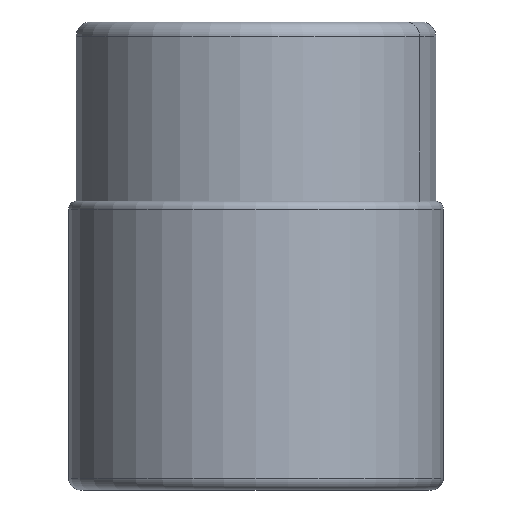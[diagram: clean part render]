
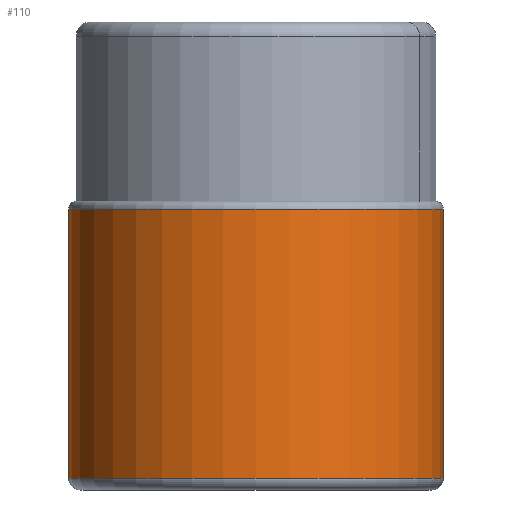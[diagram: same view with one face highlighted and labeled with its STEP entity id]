
A CAD part, front view. The second image highlights one B-rep face of the part: STEP entity #110.
In plain terms, the highlighted cylindrical face has radius 25.4 mm (diameter 50.8 mm), a partial arc.
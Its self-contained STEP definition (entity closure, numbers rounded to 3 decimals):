
#42=CYLINDRICAL_SURFACE('',#1275,25.4);
#110=ADVANCED_FACE('',(#193),#42,.T.);
#193=FACE_OUTER_BOUND('',#253,.T.);
#253=EDGE_LOOP('',(#338,#339,#340,#341));
#338=ORIENTED_EDGE('',*,*,#773,.T.);
#339=ORIENTED_EDGE('',*,*,#772,.F.);
#340=ORIENTED_EDGE('',*,*,#774,.F.);
#341=ORIENTED_EDGE('',*,*,#775,.F.);
#660=VERTEX_POINT('',#1956);
#661=VERTEX_POINT('',#1958);
#662=VERTEX_POINT('',#1964);
#663=VERTEX_POINT('',#1966);
#772=EDGE_CURVE('',#661,#660,#939,.T.);
#773=EDGE_CURVE('',#662,#660,#1112,.T.);
#774=EDGE_CURVE('',#663,#661,#1113,.T.);
#775=EDGE_CURVE('',#662,#663,#940,.T.);
#939=CIRCLE('',#1272,25.4);
#940=CIRCLE('',#1274,25.4);
#1112=LINE('',#1963,#1153);
#1113=LINE('',#1965,#1154);
#1153=VECTOR('',#1518,1.);
#1154=VECTOR('',#1519,1.);
#1272=AXIS2_PLACEMENT_3D('',#1961,#1514,#1515);
#1274=AXIS2_PLACEMENT_3D('',#1967,#1520,#1521);
#1275=AXIS2_PLACEMENT_3D('',#1968,#1522,#1523);
#1514=DIRECTION('',(0.,0.,-1.));
#1515=DIRECTION('',(1.,0.,0.));
#1518=DIRECTION('',(0.,0.,-1.));
#1519=DIRECTION('',(0.,0.,-1.));
#1520=DIRECTION('',(0.,0.,1.));
#1521=DIRECTION('',(-1.,0.,0.));
#1522=DIRECTION('',(0.,0.,-1.));
#1523=DIRECTION('',(-1.,0.,0.));
#1956=CARTESIAN_POINT('',(-25.4,0.,-61.9));
#1958=CARTESIAN_POINT('',(25.4,0.,-61.9));
#1961=CARTESIAN_POINT('',(0.,0.,-61.9));
#1963=CARTESIAN_POINT('',(-25.4,0.,-25.4));
#1964=CARTESIAN_POINT('',(-25.4,0.,-25.4));
#1965=CARTESIAN_POINT('',(25.4,0.,-25.4));
#1966=CARTESIAN_POINT('',(25.4,0.,-25.4));
#1967=CARTESIAN_POINT('',(0.,0.,-25.4));
#1968=CARTESIAN_POINT('',(0.,0.,-22.34));
